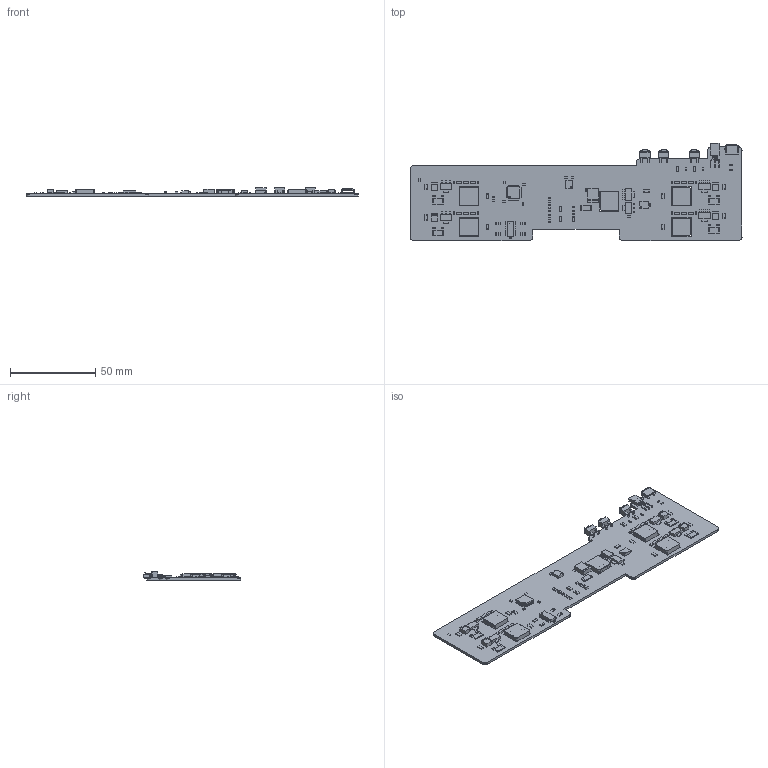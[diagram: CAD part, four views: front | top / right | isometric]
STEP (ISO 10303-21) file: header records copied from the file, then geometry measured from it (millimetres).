
FILE_DESCRIPTION(('Open CASCADE Model'),'2;1');
FILE_NAME('Open CASCADE Shape Model','2016-12-13T13:00:27',('Author'),( 'Open CASCADE'),'Open CASCADE STEP processor 6.2','Open CASCADE 6.2' ,'Unknown');
FILE_SCHEMA(('AUTOMOTIVE_DESIGN { 1 0 10303 214 1 1 1 1 }'));
Length unit declared in the file: millimetre
Products named in the file (237): PCB; Board; C20; 659032624; Extruded; 659032368; C19; C17; C16; 659032496; 659032752; C15; C14; C13; C12; R34; 659038512; 659038640; C11; R30; 659035568; R6; R5; R4; R47; R46; VD14; 659040688; 659031216; VD20; 659032240; VD19; VT7; 667629328; Cylinder; 659040560; R33; R32; R31; R29 ...
Assembly tree (562 placements, depth 4):
  PCB
    Board
    C20
      659032624  x2
        Extruded
      659032368
        Extruded
    C19
      659032624  x2
        Extruded
      659032368
        Extruded
    C17
      659032624  x2
        Extruded
      659032368
        Extruded
    C16
      659032496  x2
        Extruded
      659032752
        Extruded
    C15
      659032624  x2
        Extruded
      659032368
        Extruded
    C14
      659032496  x2
        Extruded
      659032752
        Extruded
    C13
      659032624  x2
        Extruded
      659032368
        Extruded
    C12
      659032624  x2
        Extruded
      659032368
        Extruded
    R34
      659038512  x2
        Extruded
      659038640
        Extruded
    C11
      659032624  x2
        Extruded
      659032368
        Extruded
    R30
      659032624  x2
        Extruded
      659035568
        Extruded
    R6
      659038512  x2
        Extruded
Bounding box: 195.02 x 57.01 x 5.03 mm (x, y, z)
Volume: 16045.2 mm3; surface area: 23981.8 mm2
Topology: 391 solids, 391 shells, 2497 faces, 5145 edges, 3430 vertices
Faces by surface type: plane 2493, cylinder 4
Full cylindrical faces by diameter (mm): 0.6 x1, 1 x3
Entity records: 36965 total; most frequent: DIRECTION 5690, CARTESIAN_POINT 5453, LINE 3504, VECTOR 3504, ORIENTED_EDGE 2352, PCURVE 2352, DEFINITIONAL_REPRESENTATION 2352, EDGE_CURVE 1176
